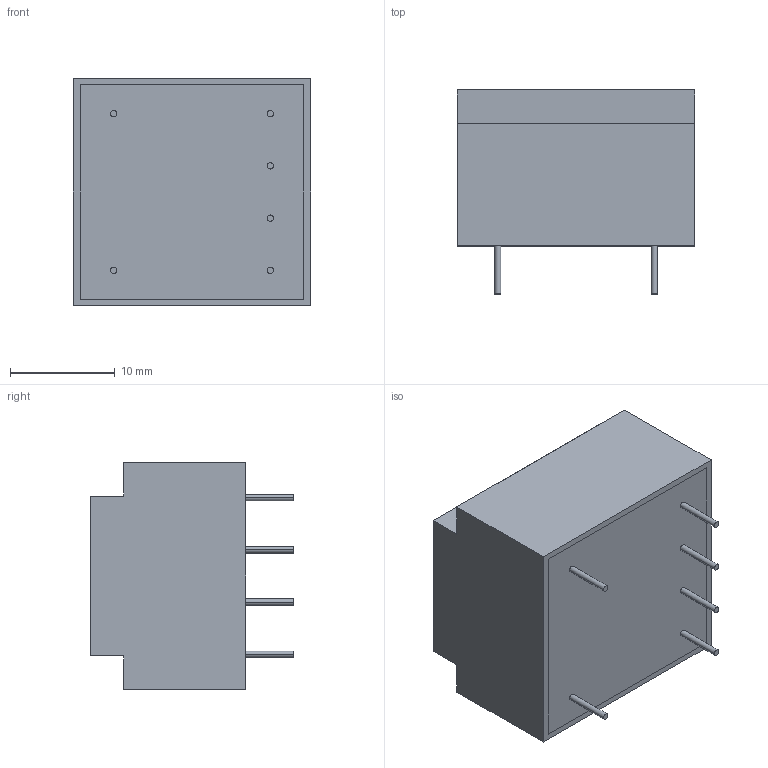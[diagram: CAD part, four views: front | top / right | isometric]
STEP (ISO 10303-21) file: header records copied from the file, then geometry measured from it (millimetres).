
FILE_DESCRIPTION (( 'STEP AP214' ), '1' );
FILE_NAME ('222870.STEP', '2020-06-19T12:03:50', ( '' ), ( '' ), 'SwSTEP 2.0', 'SolidWorks 2018', '' );
FILE_SCHEMA (( 'AUTOMOTIVE_DESIGN' ));
Length unit declared in the file: millimetre
Products named in the file (1): 222870
Bounding box: 22.7 x 19.5 x 21.7 mm (x, y, z)
Volume: 6882.5 mm3; surface area: 2319.4 mm2
Topology: 1 solids, 1 shells, 29 faces, 64 edges, 44 vertices
Faces by surface type: plane 17, cylinder 12
Entity records: 848 total; most frequent: DIRECTION 148, CARTESIAN_POINT 138, ORIENTED_EDGE 128, EDGE_CURVE 64, AXIS2_PLACEMENT_3D 54, VERTEX_POINT 44, VECTOR 40, LINE 40
